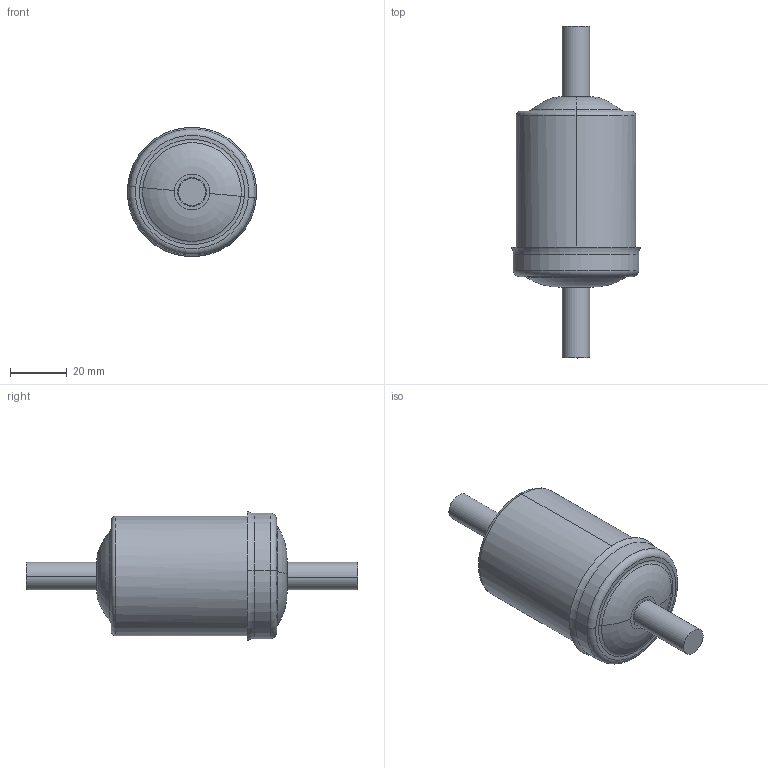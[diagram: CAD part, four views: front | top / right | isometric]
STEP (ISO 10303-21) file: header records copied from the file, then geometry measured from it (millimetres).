
FILE_DESCRIPTION (( 'STEP AP203' ), '1' );
FILE_NAME ('023B9003R-DFL 032.5s.STEP', '2022-11-10T07:41:15', ( '' ), ( '' ), 'SwSTEP 2.0', 'SolidWorks 2020', '' );
FILE_SCHEMA (( 'CONFIG_CONTROL_DESIGN' ));
Length unit declared in the file: millimetre
Products named in the file (1): 023B9003R-DFL 032.5s
Bounding box: 45.48 x 117 x 45.48 mm (x, y, z)
Volume: 91277.4 mm3; surface area: 13057.6 mm2
Topology: 1 solids, 3 shells, 44 faces, 96 edges, 60 vertices
Faces by surface type: torus 22, cylinder 10, plane 8, cone 4
Entity records: 1327 total; most frequent: DIRECTION 268, CARTESIAN_POINT 201, ORIENTED_EDGE 192, AXIS2_PLACEMENT_3D 127, EDGE_CURVE 96, CIRCLE 82, VERTEX_POINT 60, EDGE_LOOP 50
